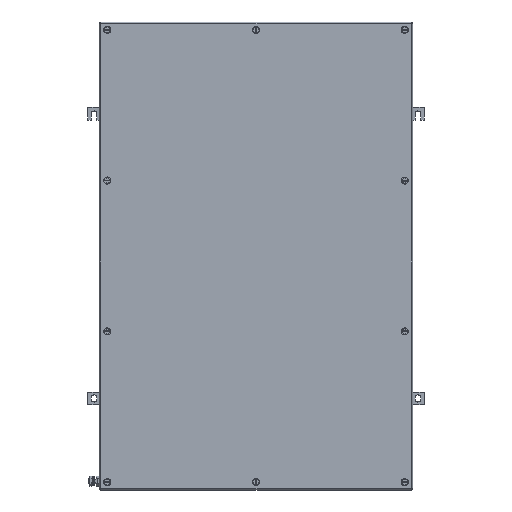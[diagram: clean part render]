
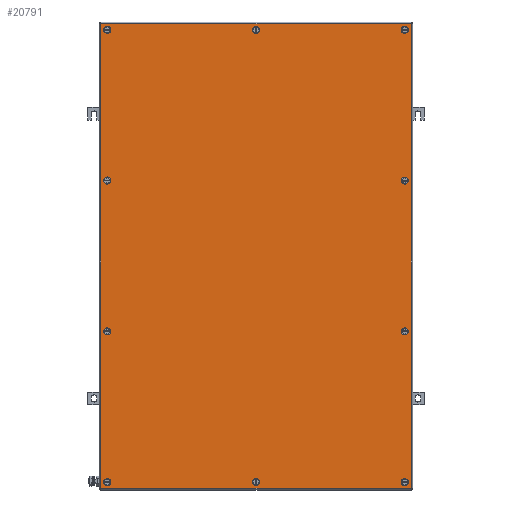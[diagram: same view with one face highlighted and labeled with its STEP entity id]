
A CAD part, top view. The second image highlights one B-rep face of the part: STEP entity #20791.
In plain terms, the highlighted planar face has unit normal (0, 0, 1).
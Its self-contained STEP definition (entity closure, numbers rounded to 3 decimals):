
#20557=AXIS2_PLACEMENT_3D('Circle Axis2P3D',#20555,#20556,$) ;
#20584=AXIS2_PLACEMENT_3D('Plane Axis2P3D',#20581,#20582,#20583) ;
#20622=AXIS2_PLACEMENT_3D('Circle Axis2P3D',#20620,#20621,$) ;
#20631=AXIS2_PLACEMENT_3D('Circle Axis2P3D',#20629,#20630,$) ;
#20640=AXIS2_PLACEMENT_3D('Circle Axis2P3D',#20638,#20639,$) ;
#20649=AXIS2_PLACEMENT_3D('Circle Axis2P3D',#20647,#20648,$) ;
#20658=AXIS2_PLACEMENT_3D('Circle Axis2P3D',#20656,#20657,$) ;
#20667=AXIS2_PLACEMENT_3D('Circle Axis2P3D',#20665,#20666,$) ;
#20676=AXIS2_PLACEMENT_3D('Circle Axis2P3D',#20674,#20675,$) ;
#20685=AXIS2_PLACEMENT_3D('Circle Axis2P3D',#20683,#20684,$) ;
#20694=AXIS2_PLACEMENT_3D('Circle Axis2P3D',#20692,#20693,$) ;
#20703=AXIS2_PLACEMENT_3D('Circle Axis2P3D',#20701,#20702,$) ;
#20712=AXIS2_PLACEMENT_3D('Circle Axis2P3D',#20710,#20711,$) ;
#20721=AXIS2_PLACEMENT_3D('Circle Axis2P3D',#20719,#20720,$) ;
#20730=AXIS2_PLACEMENT_3D('Circle Axis2P3D',#20728,#20729,$) ;
#20739=AXIS2_PLACEMENT_3D('Circle Axis2P3D',#20737,#20738,$) ;
#20748=AXIS2_PLACEMENT_3D('Circle Axis2P3D',#20746,#20747,$) ;
#20757=AXIS2_PLACEMENT_3D('Circle Axis2P3D',#20755,#20756,$) ;
#20766=AXIS2_PLACEMENT_3D('Circle Axis2P3D',#20764,#20765,$) ;
#20775=AXIS2_PLACEMENT_3D('Circle Axis2P3D',#20773,#20774,$) ;
#20784=AXIS2_PLACEMENT_3D('Circle Axis2P3D',#20782,#20783,$) ;
#20552=CARTESIAN_POINT('Vertex',(41.5,606.667,153.5)) ;
#20555=CARTESIAN_POINT('Axis2P3D Location',(38.,606.667,153.5)) ;
#20559=CARTESIAN_POINT('Vertex',(34.5,606.667,153.5)) ;
#20581=CARTESIAN_POINT('Axis2P3D Location',(330.5,459.5,153.5)) ;
#20586=CARTESIAN_POINT('Line Origine',(330.5,916.,153.5)) ;
#20590=CARTESIAN_POINT('Vertex',(635.,916.,153.5)) ;
#20592=CARTESIAN_POINT('Vertex',(26.,916.,153.5)) ;
#20595=CARTESIAN_POINT('Line Origine',(26.,459.5,153.5)) ;
#20599=CARTESIAN_POINT('Vertex',(26.,3.,153.5)) ;
#20602=CARTESIAN_POINT('Line Origine',(330.5,3.,153.5)) ;
#20606=CARTESIAN_POINT('Vertex',(635.,3.,153.5)) ;
#20609=CARTESIAN_POINT('Line Origine',(635.,459.5,153.5)) ;
#20620=CARTESIAN_POINT('Axis2P3D Location',(38.,606.667,153.5)) ;
#20629=CARTESIAN_POINT('Axis2P3D Location',(38.,312.333,153.5)) ;
#20633=CARTESIAN_POINT('Vertex',(34.5,312.333,153.5)) ;
#20635=CARTESIAN_POINT('Vertex',(41.5,312.333,153.5)) ;
#20638=CARTESIAN_POINT('Axis2P3D Location',(38.,312.333,153.5)) ;
#20647=CARTESIAN_POINT('Axis2P3D Location',(623.,312.333,153.5)) ;
#20651=CARTESIAN_POINT('Vertex',(626.5,312.333,153.5)) ;
#20653=CARTESIAN_POINT('Vertex',(619.5,312.333,153.5)) ;
#20656=CARTESIAN_POINT('Axis2P3D Location',(623.,312.333,153.5)) ;
#20665=CARTESIAN_POINT('Axis2P3D Location',(623.,606.667,153.5)) ;
#20669=CARTESIAN_POINT('Vertex',(626.5,606.667,153.5)) ;
#20671=CARTESIAN_POINT('Vertex',(619.5,606.667,153.5)) ;
#20674=CARTESIAN_POINT('Axis2P3D Location',(623.,606.667,153.5)) ;
#20683=CARTESIAN_POINT('Axis2P3D Location',(330.5,15.,153.5)) ;
#20687=CARTESIAN_POINT('Vertex',(334.,15.,153.5)) ;
#20689=CARTESIAN_POINT('Vertex',(327.,15.,153.5)) ;
#20692=CARTESIAN_POINT('Axis2P3D Location',(330.5,15.,153.5)) ;
#20701=CARTESIAN_POINT('Axis2P3D Location',(330.5,904.,153.5)) ;
#20705=CARTESIAN_POINT('Vertex',(334.,904.,153.5)) ;
#20707=CARTESIAN_POINT('Vertex',(327.,904.,153.5)) ;
#20710=CARTESIAN_POINT('Axis2P3D Location',(330.5,904.,153.5)) ;
#20719=CARTESIAN_POINT('Axis2P3D Location',(38.,904.,153.5)) ;
#20723=CARTESIAN_POINT('Vertex',(34.5,904.,153.5)) ;
#20725=CARTESIAN_POINT('Vertex',(41.5,904.,153.5)) ;
#20728=CARTESIAN_POINT('Axis2P3D Location',(38.,904.,153.5)) ;
#20737=CARTESIAN_POINT('Axis2P3D Location',(38.,15.,153.5)) ;
#20741=CARTESIAN_POINT('Vertex',(34.5,15.,153.5)) ;
#20743=CARTESIAN_POINT('Vertex',(41.5,15.,153.5)) ;
#20746=CARTESIAN_POINT('Axis2P3D Location',(38.,15.,153.5)) ;
#20755=CARTESIAN_POINT('Axis2P3D Location',(623.,15.,153.5)) ;
#20759=CARTESIAN_POINT('Vertex',(626.5,15.,153.5)) ;
#20761=CARTESIAN_POINT('Vertex',(619.5,15.,153.5)) ;
#20764=CARTESIAN_POINT('Axis2P3D Location',(623.,15.,153.5)) ;
#20773=CARTESIAN_POINT('Axis2P3D Location',(623.,904.,153.5)) ;
#20777=CARTESIAN_POINT('Vertex',(626.5,904.,153.5)) ;
#20779=CARTESIAN_POINT('Vertex',(619.5,904.,153.5)) ;
#20782=CARTESIAN_POINT('Axis2P3D Location',(623.,904.,153.5)) ;
#20556=DIRECTION('Axis2P3D Direction',(0.,0.,1.)) ;
#20582=DIRECTION('Axis2P3D Direction',(0.,0.,1.)) ;
#20583=DIRECTION('Axis2P3D XDirection',(1.,0.,0.)) ;
#20587=DIRECTION('Vector Direction',(1.,0.,0.)) ;
#20596=DIRECTION('Vector Direction',(0.,-1.,0.)) ;
#20603=DIRECTION('Vector Direction',(1.,0.,0.)) ;
#20610=DIRECTION('Vector Direction',(0.,1.,0.)) ;
#20621=DIRECTION('Axis2P3D Direction',(0.,0.,1.)) ;
#20630=DIRECTION('Axis2P3D Direction',(0.,0.,1.)) ;
#20639=DIRECTION('Axis2P3D Direction',(0.,0.,1.)) ;
#20648=DIRECTION('Axis2P3D Direction',(0.,0.,1.)) ;
#20657=DIRECTION('Axis2P3D Direction',(0.,0.,1.)) ;
#20666=DIRECTION('Axis2P3D Direction',(0.,0.,1.)) ;
#20675=DIRECTION('Axis2P3D Direction',(0.,0.,1.)) ;
#20684=DIRECTION('Axis2P3D Direction',(0.,0.,1.)) ;
#20693=DIRECTION('Axis2P3D Direction',(0.,0.,1.)) ;
#20702=DIRECTION('Axis2P3D Direction',(0.,0.,1.)) ;
#20711=DIRECTION('Axis2P3D Direction',(0.,0.,1.)) ;
#20720=DIRECTION('Axis2P3D Direction',(0.,0.,1.)) ;
#20729=DIRECTION('Axis2P3D Direction',(0.,0.,1.)) ;
#20738=DIRECTION('Axis2P3D Direction',(0.,0.,1.)) ;
#20747=DIRECTION('Axis2P3D Direction',(0.,0.,1.)) ;
#20756=DIRECTION('Axis2P3D Direction',(0.,0.,1.)) ;
#20765=DIRECTION('Axis2P3D Direction',(0.,0.,1.)) ;
#20774=DIRECTION('Axis2P3D Direction',(0.,0.,1.)) ;
#20783=DIRECTION('Axis2P3D Direction',(0.,0.,1.)) ;
#20588=VECTOR('Line Direction',#20587,1.) ;
#20597=VECTOR('Line Direction',#20596,1.) ;
#20604=VECTOR('Line Direction',#20603,1.) ;
#20611=VECTOR('Line Direction',#20610,1.) ;
#20615=ORIENTED_EDGE('',*,*,#20594,.T.) ;
#20616=ORIENTED_EDGE('',*,*,#20601,.T.) ;
#20617=ORIENTED_EDGE('',*,*,#20608,.T.) ;
#20618=ORIENTED_EDGE('',*,*,#20613,.T.) ;
#20626=ORIENTED_EDGE('',*,*,#20624,.F.) ;
#20627=ORIENTED_EDGE('',*,*,#20561,.F.) ;
#20644=ORIENTED_EDGE('',*,*,#20637,.F.) ;
#20645=ORIENTED_EDGE('',*,*,#20642,.F.) ;
#20662=ORIENTED_EDGE('',*,*,#20655,.F.) ;
#20663=ORIENTED_EDGE('',*,*,#20660,.F.) ;
#20680=ORIENTED_EDGE('',*,*,#20673,.F.) ;
#20681=ORIENTED_EDGE('',*,*,#20678,.F.) ;
#20698=ORIENTED_EDGE('',*,*,#20691,.F.) ;
#20699=ORIENTED_EDGE('',*,*,#20696,.F.) ;
#20716=ORIENTED_EDGE('',*,*,#20709,.F.) ;
#20717=ORIENTED_EDGE('',*,*,#20714,.F.) ;
#20734=ORIENTED_EDGE('',*,*,#20727,.F.) ;
#20735=ORIENTED_EDGE('',*,*,#20732,.F.) ;
#20752=ORIENTED_EDGE('',*,*,#20745,.F.) ;
#20753=ORIENTED_EDGE('',*,*,#20750,.F.) ;
#20770=ORIENTED_EDGE('',*,*,#20763,.F.) ;
#20771=ORIENTED_EDGE('',*,*,#20768,.F.) ;
#20788=ORIENTED_EDGE('',*,*,#20781,.F.) ;
#20789=ORIENTED_EDGE('',*,*,#20786,.F.) ;
#20628=FACE_BOUND('',#20625,.T.) ;
#20646=FACE_BOUND('',#20643,.T.) ;
#20664=FACE_BOUND('',#20661,.T.) ;
#20682=FACE_BOUND('',#20679,.T.) ;
#20700=FACE_BOUND('',#20697,.T.) ;
#20718=FACE_BOUND('',#20715,.T.) ;
#20736=FACE_BOUND('',#20733,.T.) ;
#20754=FACE_BOUND('',#20751,.T.) ;
#20772=FACE_BOUND('',#20769,.T.) ;
#20790=FACE_BOUND('',#20787,.T.) ;
#20791=ADVANCED_FACE('ZUB_KTB_FS_916115_0GP_AllCATPart.2\\ZUB_DE_KTB_FS.1\\DE_KTB_MH_PART_MASTER.1\\Koerper.2',(#20619,#20628,#20646,#20664,#20682,#20700,#20718,#20736,#20754,#20772,#20790),#20585,.T.) ;
#20558=CIRCLE('generated circle',#20557,3.5) ;
#20623=CIRCLE('generated circle',#20622,3.5) ;
#20632=CIRCLE('generated circle',#20631,3.5) ;
#20641=CIRCLE('generated circle',#20640,3.5) ;
#20650=CIRCLE('generated circle',#20649,3.5) ;
#20659=CIRCLE('generated circle',#20658,3.5) ;
#20668=CIRCLE('generated circle',#20667,3.5) ;
#20677=CIRCLE('generated circle',#20676,3.5) ;
#20686=CIRCLE('generated circle',#20685,3.5) ;
#20695=CIRCLE('generated circle',#20694,3.5) ;
#20704=CIRCLE('generated circle',#20703,3.5) ;
#20713=CIRCLE('generated circle',#20712,3.5) ;
#20722=CIRCLE('generated circle',#20721,3.5) ;
#20731=CIRCLE('generated circle',#20730,3.5) ;
#20740=CIRCLE('generated circle',#20739,3.5) ;
#20749=CIRCLE('generated circle',#20748,3.5) ;
#20758=CIRCLE('generated circle',#20757,3.5) ;
#20767=CIRCLE('generated circle',#20766,3.5) ;
#20776=CIRCLE('generated circle',#20775,3.5) ;
#20785=CIRCLE('generated circle',#20784,3.5) ;
#20561=EDGE_CURVE('',#20553,#20560,#20558,.T.) ;
#20594=EDGE_CURVE('',#20591,#20593,#20589,.F.) ;
#20601=EDGE_CURVE('',#20593,#20600,#20598,.T.) ;
#20608=EDGE_CURVE('',#20600,#20607,#20605,.T.) ;
#20613=EDGE_CURVE('',#20607,#20591,#20612,.T.) ;
#20624=EDGE_CURVE('',#20560,#20553,#20623,.T.) ;
#20637=EDGE_CURVE('',#20634,#20636,#20632,.T.) ;
#20642=EDGE_CURVE('',#20636,#20634,#20641,.T.) ;
#20655=EDGE_CURVE('',#20652,#20654,#20650,.T.) ;
#20660=EDGE_CURVE('',#20654,#20652,#20659,.T.) ;
#20673=EDGE_CURVE('',#20670,#20672,#20668,.T.) ;
#20678=EDGE_CURVE('',#20672,#20670,#20677,.T.) ;
#20691=EDGE_CURVE('',#20688,#20690,#20686,.T.) ;
#20696=EDGE_CURVE('',#20690,#20688,#20695,.T.) ;
#20709=EDGE_CURVE('',#20706,#20708,#20704,.T.) ;
#20714=EDGE_CURVE('',#20708,#20706,#20713,.T.) ;
#20727=EDGE_CURVE('',#20724,#20726,#20722,.T.) ;
#20732=EDGE_CURVE('',#20726,#20724,#20731,.T.) ;
#20745=EDGE_CURVE('',#20742,#20744,#20740,.T.) ;
#20750=EDGE_CURVE('',#20744,#20742,#20749,.T.) ;
#20763=EDGE_CURVE('',#20760,#20762,#20758,.T.) ;
#20768=EDGE_CURVE('',#20762,#20760,#20767,.T.) ;
#20781=EDGE_CURVE('',#20778,#20780,#20776,.T.) ;
#20786=EDGE_CURVE('',#20780,#20778,#20785,.T.) ;
#20614=EDGE_LOOP('',(#20615,#20616,#20617,#20618)) ;
#20625=EDGE_LOOP('',(#20626,#20627)) ;
#20643=EDGE_LOOP('',(#20644,#20645)) ;
#20661=EDGE_LOOP('',(#20662,#20663)) ;
#20679=EDGE_LOOP('',(#20680,#20681)) ;
#20697=EDGE_LOOP('',(#20698,#20699)) ;
#20715=EDGE_LOOP('',(#20716,#20717)) ;
#20733=EDGE_LOOP('',(#20734,#20735)) ;
#20751=EDGE_LOOP('',(#20752,#20753)) ;
#20769=EDGE_LOOP('',(#20770,#20771)) ;
#20787=EDGE_LOOP('',(#20788,#20789)) ;
#20619=FACE_OUTER_BOUND('',#20614,.T.) ;
#20589=LINE('Line',#20586,#20588) ;
#20598=LINE('Line',#20595,#20597) ;
#20605=LINE('Line',#20602,#20604) ;
#20612=LINE('Line',#20609,#20611) ;
#20585=PLANE('',#20584) ;
#20553=VERTEX_POINT('',#20552) ;
#20560=VERTEX_POINT('',#20559) ;
#20591=VERTEX_POINT('',#20590) ;
#20593=VERTEX_POINT('',#20592) ;
#20600=VERTEX_POINT('',#20599) ;
#20607=VERTEX_POINT('',#20606) ;
#20634=VERTEX_POINT('',#20633) ;
#20636=VERTEX_POINT('',#20635) ;
#20652=VERTEX_POINT('',#20651) ;
#20654=VERTEX_POINT('',#20653) ;
#20670=VERTEX_POINT('',#20669) ;
#20672=VERTEX_POINT('',#20671) ;
#20688=VERTEX_POINT('',#20687) ;
#20690=VERTEX_POINT('',#20689) ;
#20706=VERTEX_POINT('',#20705) ;
#20708=VERTEX_POINT('',#20707) ;
#20724=VERTEX_POINT('',#20723) ;
#20726=VERTEX_POINT('',#20725) ;
#20742=VERTEX_POINT('',#20741) ;
#20744=VERTEX_POINT('',#20743) ;
#20760=VERTEX_POINT('',#20759) ;
#20762=VERTEX_POINT('',#20761) ;
#20778=VERTEX_POINT('',#20777) ;
#20780=VERTEX_POINT('',#20779) ;
